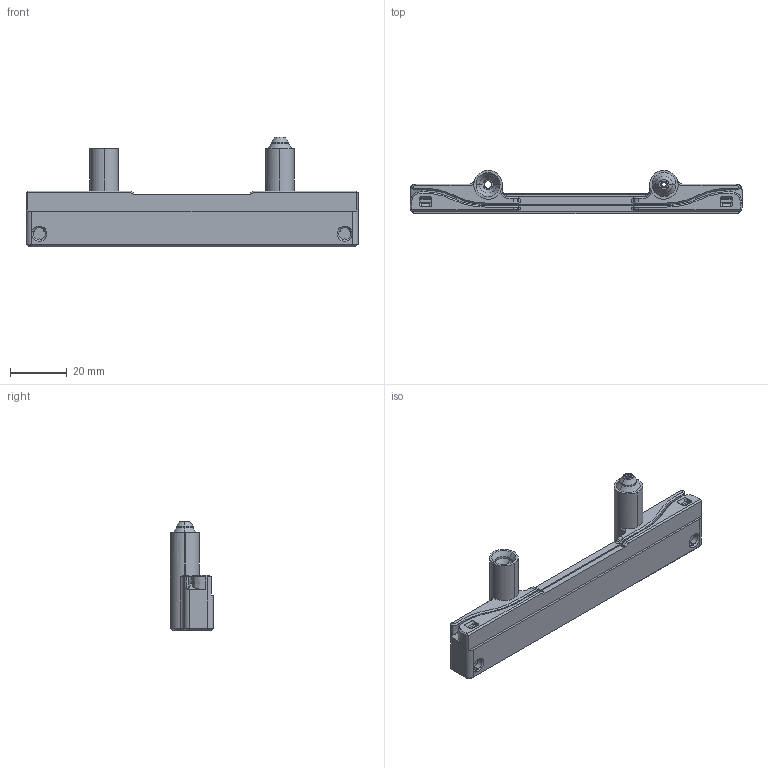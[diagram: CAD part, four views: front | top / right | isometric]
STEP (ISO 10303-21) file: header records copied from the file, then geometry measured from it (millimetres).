
FILE_DESCRIPTION (( 'STEP AP203' ), '1' );
FILE_NAME ('25c-p012 35mm film carrier half.step', '2025-07-22T04:42:04', ( '' ), ( '' ), 'SwSTEP 2.0', 'SolidWorks 2024', '' );
FILE_SCHEMA (( 'CONFIG_CONTROL_DESIGN' ));
Length unit declared in the file: millimetre
Products named in the file (1): 25c-p012 35mm film carrier half
Bounding box: 117 x 15.2 x 38.6 mm (x, y, z)
Volume: 20621.8 mm3; surface area: 9979.2 mm2
Topology: 1 solids, 1 shells, 230 faces, 572 edges, 352 vertices
Faces by surface type: cylinder 82, plane 78, cone 58, bspline 10, torus 2
Entity records: 7958 total; most frequent: CARTESIAN_POINT 2542, ORIENTED_EDGE 1144, DIRECTION 1104, EDGE_CURVE 572, AXIS2_PLACEMENT_3D 405, VERTEX_POINT 352, LINE 294, VECTOR 294
